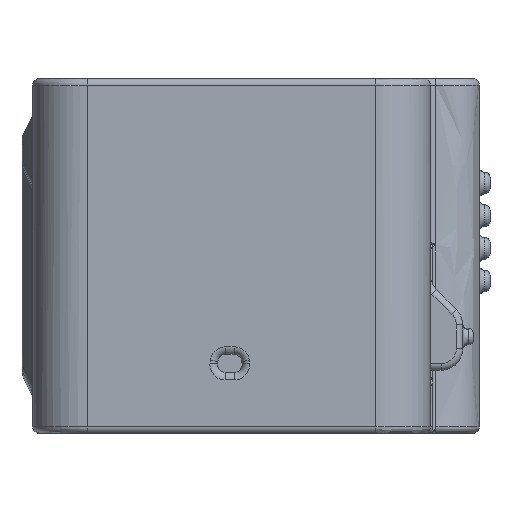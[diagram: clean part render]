
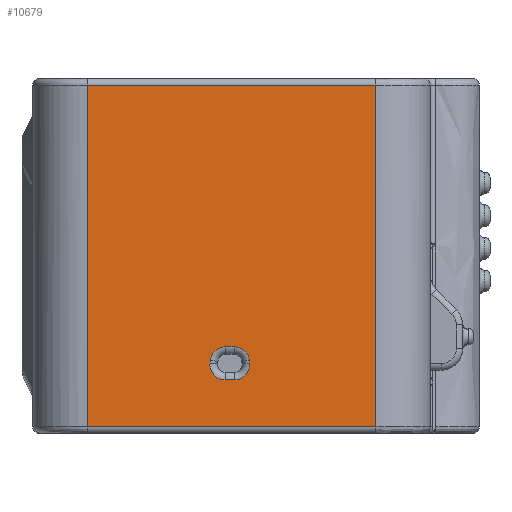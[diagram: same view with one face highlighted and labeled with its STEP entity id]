
A CAD part, left-side view. The second image highlights one B-rep face of the part: STEP entity #10679.
In plain terms, the highlighted planar face has unit normal (-1, 0, 0).
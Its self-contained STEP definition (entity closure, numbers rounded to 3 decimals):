
#180=FACE_BOUND('',#2908,.T.);
#526=PLANE('',#11572);
#709=LINE('',#19950,#1222);
#711=LINE('',#19953,#1224);
#727=LINE('',#19995,#1240);
#731=LINE('',#20001,#1244);
#733=LINE('',#20006,#1246);
#734=LINE('',#20008,#1247);
#735=LINE('',#20010,#1248);
#736=LINE('',#20011,#1249);
#1222=VECTOR('',#13359,10.);
#1224=VECTOR('',#13363,10.);
#1240=VECTOR('',#13415,10.);
#1244=VECTOR('',#13423,10.);
#1246=VECTOR('',#13427,10.);
#1247=VECTOR('',#13428,10.);
#1248=VECTOR('',#13429,10.);
#1249=VECTOR('',#13430,10.);
#2152=FACE_OUTER_BOUND('',#2907,.T.);
#2907=EDGE_LOOP('',(#7908,#7909,#7910,#7911));
#2908=EDGE_LOOP('',(#7912,#7913,#7914,#7915,#7916,#7917,#7918,#7919));
#3623=CIRCLE('',#11523,1.4);
#3625=CIRCLE('',#11526,1.4);
#3635=CIRCLE('',#11538,1.4);
#3643=CIRCLE('',#11548,1.4);
#4550=VERTEX_POINT('',#19899);
#4551=VERTEX_POINT('',#19901);
#4552=VERTEX_POINT('',#19905);
#4553=VERTEX_POINT('',#19906);
#4562=VERTEX_POINT('',#19926);
#4563=VERTEX_POINT('',#19928);
#4570=VERTEX_POINT('',#19944);
#4571=VERTEX_POINT('',#19946);
#4580=VERTEX_POINT('',#20004);
#4581=VERTEX_POINT('',#20005);
#4582=VERTEX_POINT('',#20007);
#4583=VERTEX_POINT('',#20009);
#5700=EDGE_CURVE('',#4550,#4551,#3623,.T.);
#5702=EDGE_CURVE('',#4552,#4553,#3625,.T.);
#5712=EDGE_CURVE('',#4562,#4563,#3635,.T.);
#5720=EDGE_CURVE('',#4570,#4571,#3643,.T.);
#5722=EDGE_CURVE('',#4553,#4570,#709,.T.);
#5724=EDGE_CURVE('',#4571,#4562,#711,.T.);
#5748=EDGE_CURVE('',#4563,#4550,#727,.T.);
#5752=EDGE_CURVE('',#4551,#4552,#731,.T.);
#5754=EDGE_CURVE('',#4580,#4581,#733,.T.);
#5755=EDGE_CURVE('',#4580,#4582,#734,.T.);
#5756=EDGE_CURVE('',#4583,#4582,#735,.T.);
#5757=EDGE_CURVE('',#4581,#4583,#736,.T.);
#7908=ORIENTED_EDGE('',*,*,#5754,.F.);
#7909=ORIENTED_EDGE('',*,*,#5755,.T.);
#7910=ORIENTED_EDGE('',*,*,#5756,.F.);
#7911=ORIENTED_EDGE('',*,*,#5757,.F.);
#7912=ORIENTED_EDGE('',*,*,#5720,.F.);
#7913=ORIENTED_EDGE('',*,*,#5722,.F.);
#7914=ORIENTED_EDGE('',*,*,#5702,.F.);
#7915=ORIENTED_EDGE('',*,*,#5752,.F.);
#7916=ORIENTED_EDGE('',*,*,#5700,.F.);
#7917=ORIENTED_EDGE('',*,*,#5748,.F.);
#7918=ORIENTED_EDGE('',*,*,#5712,.F.);
#7919=ORIENTED_EDGE('',*,*,#5724,.F.);
#10679=ADVANCED_FACE('',(#2152,#180),#526,.T.);
#11523=AXIS2_PLACEMENT_3D('',#19902,#13303,#13304);
#11526=AXIS2_PLACEMENT_3D('',#19907,#13309,#13310);
#11538=AXIS2_PLACEMENT_3D('',#19929,#13333,#13334);
#11548=AXIS2_PLACEMENT_3D('',#19947,#13353,#13354);
#11572=AXIS2_PLACEMENT_3D('',#20003,#13425,#13426);
#13303=DIRECTION('center_axis',(-1.,0.,0.));
#13304=DIRECTION('ref_axis',(0.,0.742,-0.67));
#13309=DIRECTION('center_axis',(-1.,0.,0.));
#13310=DIRECTION('ref_axis',(0.,-0.742,-0.67));
#13333=DIRECTION('center_axis',(-1.,0.,0.));
#13334=DIRECTION('ref_axis',(0.,0.67,0.742));
#13353=DIRECTION('center_axis',(-1.,0.,0.));
#13354=DIRECTION('ref_axis',(0.,-0.67,0.742));
#13359=DIRECTION('',(0.,0.102,0.995));
#13363=DIRECTION('',(0.,1.,0.));
#13415=DIRECTION('',(0.,0.102,-0.995));
#13423=DIRECTION('',(0.,-1.,0.));
#13425=DIRECTION('center_axis',(-1.,0.,0.));
#13426=DIRECTION('ref_axis',(0.,-1.,0.));
#13427=DIRECTION('',(0.,1.,0.));
#13428=DIRECTION('',(0.,0.,1.));
#13429=DIRECTION('',(0.,-1.,0.));
#13430=DIRECTION('',(0.,0.,1.));
#19899=CARTESIAN_POINT('',(139.351,-113.575,2.458));
#19901=CARTESIAN_POINT('',(139.351,-114.968,0.915));
#19902=CARTESIAN_POINT('Origin',(139.351,-114.968,2.315));
#19905=CARTESIAN_POINT('',(139.351,-115.824,0.915));
#19906=CARTESIAN_POINT('',(139.351,-117.217,2.458));
#19907=CARTESIAN_POINT('Origin',(139.351,-115.824,2.315));
#19926=CARTESIAN_POINT('',(139.351,-114.992,3.95));
#19928=CARTESIAN_POINT('',(139.351,-113.599,2.693));
#19929=CARTESIAN_POINT('Origin',(139.351,-114.992,2.55));
#19944=CARTESIAN_POINT('',(139.351,-117.193,2.693));
#19946=CARTESIAN_POINT('',(139.351,-115.8,3.95));
#19947=CARTESIAN_POINT('Origin',(139.351,-115.8,2.55));
#19950=CARTESIAN_POINT('',(139.351,-117.243,2.204));
#19953=CARTESIAN_POINT('',(139.351,-108.555,3.95));
#19995=CARTESIAN_POINT('',(139.351,-113.381,0.56));
#20001=CARTESIAN_POINT('',(139.351,-109.173,0.915));
#20003=CARTESIAN_POINT('Origin',(139.351,-102.299,0.));
#20004=CARTESIAN_POINT('',(139.351,-128.799,-3.4));
#20005=CARTESIAN_POINT('',(139.351,-102.299,-3.4));
#20006=CARTESIAN_POINT('',(139.351,-110.049,-3.4));
#20007=CARTESIAN_POINT('',(139.351,-128.799,28.));
#20008=CARTESIAN_POINT('',(139.351,-128.799,0.));
#20009=CARTESIAN_POINT('',(139.351,-102.299,28.));
#20010=CARTESIAN_POINT('',(139.351,-110.049,28.));
#20011=CARTESIAN_POINT('',(139.351,-102.299,0.));
